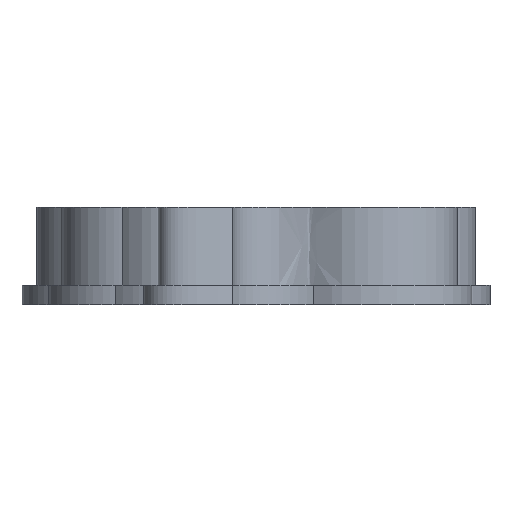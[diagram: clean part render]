
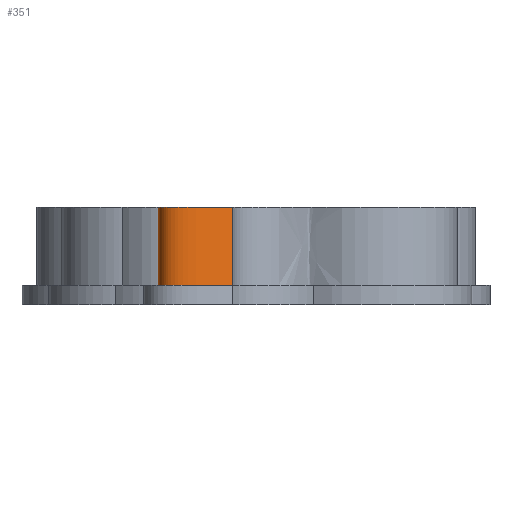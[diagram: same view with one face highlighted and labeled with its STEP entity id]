
A CAD part, left-side view. The second image highlights one B-rep face of the part: STEP entity #351.
In plain terms, the highlighted free-form (B-spline) face has degree [3, 1] with [22, 2] control points.
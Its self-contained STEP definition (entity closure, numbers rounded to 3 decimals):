
#39=FACE_OUTER_BOUND('',#60,.T.);
#60=EDGE_LOOP('',(#278,#279,#280,#281));
#81=LINE('',#1525,#98);
#82=LINE('',#1549,#99);
#98=VECTOR('',#395,10.);
#99=VECTOR('',#396,10.);
#128=B_SPLINE_CURVE_WITH_KNOTS('',3,(#1392,#1393,#1394,#1395,#1396,#1397,
#1398,#1399,#1400,#1401,#1402,#1403,#1404,#1405,#1406,#1407,#1408,#1409,
#1410,#1411,#1412,#1413),.UNSPECIFIED.,.F.,.F.,(4,3,3,3,3,3,3,4),(-1.385,
-1.312,-1.001,-0.826,-0.659,
-0.331,-0.111,0.),.UNSPECIFIED.);
#131=B_SPLINE_CURVE_WITH_KNOTS('',3,(#1527,#1528,#1529,#1530,#1531,#1532,
#1533,#1534,#1535,#1536,#1537,#1538,#1539,#1540,#1541,#1542,#1543,#1544,
#1545,#1546,#1547,#1548),.UNSPECIFIED.,.F.,.F.,(4,3,3,3,3,3,3,4),(0.279,
0.282,0.296,0.304,0.312,
0.326,0.336,0.341),.UNSPECIFIED.);
#160=VERTEX_POINT('',#1338);
#161=VERTEX_POINT('',#1391);
#163=VERTEX_POINT('',#1524);
#164=VERTEX_POINT('',#1526);
#204=EDGE_CURVE('',#161,#160,#128,.T.);
#207=EDGE_CURVE('',#160,#163,#81,.T.);
#208=EDGE_CURVE('',#164,#163,#131,.T.);
#209=EDGE_CURVE('',#161,#164,#82,.T.);
#278=ORIENTED_EDGE('',*,*,#204,.T.);
#279=ORIENTED_EDGE('',*,*,#207,.T.);
#280=ORIENTED_EDGE('',*,*,#208,.F.);
#281=ORIENTED_EDGE('',*,*,#209,.F.);
#334=B_SPLINE_SURFACE_WITH_KNOTS('',3,1,((#1480,#1481),(#1482,#1483),(#1484,
#1485),(#1486,#1487),(#1488,#1489),(#1490,#1491),(#1492,#1493),(#1494,#1495),
(#1496,#1497),(#1498,#1499),(#1500,#1501),(#1502,#1503),(#1504,#1505),(#1506,
#1507),(#1508,#1509),(#1510,#1511),(#1512,#1513),(#1514,#1515),(#1516,#1517),
(#1518,#1519),(#1520,#1521),(#1522,#1523)),.UNSPECIFIED.,.F.,.F.,.F.,(4,
3,3,3,3,3,3,4),(2,2),(0.279,0.282,0.296,
0.304,0.312,0.326,0.336,
0.341),(0.,2.),.UNSPECIFIED.);
#351=ADVANCED_FACE('',(#39),#334,.T.);
#395=DIRECTION('',(0.,0.,1.));
#396=DIRECTION('',(0.,0.,1.));
#1338=CARTESIAN_POINT('',(-63.13,6.38,9.));
#1391=CARTESIAN_POINT('',(-56.543,21.03,9.));
#1392=CARTESIAN_POINT('Ctrl Pts',(-56.543,21.03,9.));
#1393=CARTESIAN_POINT('Ctrl Pts',(-56.693,21.042,9.));
#1394=CARTESIAN_POINT('Ctrl Pts',(-56.904,21.072,9.));
#1395=CARTESIAN_POINT('Ctrl Pts',(-57.158,21.116,9.));
#1396=CARTESIAN_POINT('Ctrl Pts',(-58.244,21.303,9.));
#1397=CARTESIAN_POINT('Ctrl Pts',(-60.128,21.773,9.));
#1398=CARTESIAN_POINT('Ctrl Pts',(-61.964,21.616,9.));
#1399=CARTESIAN_POINT('Ctrl Pts',(-63.,21.527,9.));
#1400=CARTESIAN_POINT('Ctrl Pts',(-64.054,21.212,9.));
#1401=CARTESIAN_POINT('Ctrl Pts',(-64.851,20.491,9.));
#1402=CARTESIAN_POINT('Ctrl Pts',(-65.61,19.805,9.));
#1403=CARTESIAN_POINT('Ctrl Pts',(-66.054,18.793,9.));
#1404=CARTESIAN_POINT('Ctrl Pts',(-66.192,17.691,9.));
#1405=CARTESIAN_POINT('Ctrl Pts',(-66.464,15.527,9.));
#1406=CARTESIAN_POINT('Ctrl Pts',(-65.716,12.881,9.));
#1407=CARTESIAN_POINT('Ctrl Pts',(-64.905,10.691,9.));
#1408=CARTESIAN_POINT('Ctrl Pts',(-64.361,9.223,9.));
#1409=CARTESIAN_POINT('Ctrl Pts',(-63.797,7.989,9.));
#1410=CARTESIAN_POINT('Ctrl Pts',(-63.458,7.206,9.));
#1411=CARTESIAN_POINT('Ctrl Pts',(-63.288,6.812,9.));
#1412=CARTESIAN_POINT('Ctrl Pts',(-63.173,6.523,9.));
#1413=CARTESIAN_POINT('Ctrl Pts',(-63.13,6.38,9.));
#1480=CARTESIAN_POINT('Ctrl Pts',(-56.543,21.03,5.));
#1481=CARTESIAN_POINT('Ctrl Pts',(-56.543,21.03,25.));
#1482=CARTESIAN_POINT('Ctrl Pts',(-56.693,21.042,5.));
#1483=CARTESIAN_POINT('Ctrl Pts',(-56.693,21.042,25.));
#1484=CARTESIAN_POINT('Ctrl Pts',(-56.904,21.072,5.));
#1485=CARTESIAN_POINT('Ctrl Pts',(-56.904,21.072,25.));
#1486=CARTESIAN_POINT('Ctrl Pts',(-57.158,21.116,5.));
#1487=CARTESIAN_POINT('Ctrl Pts',(-57.158,21.116,25.));
#1488=CARTESIAN_POINT('Ctrl Pts',(-58.244,21.303,5.));
#1489=CARTESIAN_POINT('Ctrl Pts',(-58.244,21.303,25.));
#1490=CARTESIAN_POINT('Ctrl Pts',(-60.128,21.773,5.));
#1491=CARTESIAN_POINT('Ctrl Pts',(-60.128,21.773,25.));
#1492=CARTESIAN_POINT('Ctrl Pts',(-61.964,21.616,5.));
#1493=CARTESIAN_POINT('Ctrl Pts',(-61.964,21.616,25.));
#1494=CARTESIAN_POINT('Ctrl Pts',(-63.,21.527,5.));
#1495=CARTESIAN_POINT('Ctrl Pts',(-63.,21.527,25.));
#1496=CARTESIAN_POINT('Ctrl Pts',(-64.054,21.212,5.));
#1497=CARTESIAN_POINT('Ctrl Pts',(-64.054,21.212,25.));
#1498=CARTESIAN_POINT('Ctrl Pts',(-64.851,20.491,5.));
#1499=CARTESIAN_POINT('Ctrl Pts',(-64.851,20.491,25.));
#1500=CARTESIAN_POINT('Ctrl Pts',(-65.61,19.805,5.));
#1501=CARTESIAN_POINT('Ctrl Pts',(-65.61,19.805,25.));
#1502=CARTESIAN_POINT('Ctrl Pts',(-66.054,18.793,5.));
#1503=CARTESIAN_POINT('Ctrl Pts',(-66.054,18.793,25.));
#1504=CARTESIAN_POINT('Ctrl Pts',(-66.192,17.691,5.));
#1505=CARTESIAN_POINT('Ctrl Pts',(-66.192,17.691,25.));
#1506=CARTESIAN_POINT('Ctrl Pts',(-66.464,15.527,5.));
#1507=CARTESIAN_POINT('Ctrl Pts',(-66.464,15.527,25.));
#1508=CARTESIAN_POINT('Ctrl Pts',(-65.716,12.881,5.));
#1509=CARTESIAN_POINT('Ctrl Pts',(-65.716,12.881,25.));
#1510=CARTESIAN_POINT('Ctrl Pts',(-64.905,10.691,5.));
#1511=CARTESIAN_POINT('Ctrl Pts',(-64.905,10.691,25.));
#1512=CARTESIAN_POINT('Ctrl Pts',(-64.361,9.223,5.));
#1513=CARTESIAN_POINT('Ctrl Pts',(-64.361,9.223,25.));
#1514=CARTESIAN_POINT('Ctrl Pts',(-63.797,7.989,5.));
#1515=CARTESIAN_POINT('Ctrl Pts',(-63.797,7.989,25.));
#1516=CARTESIAN_POINT('Ctrl Pts',(-63.458,7.206,5.));
#1517=CARTESIAN_POINT('Ctrl Pts',(-63.458,7.206,25.));
#1518=CARTESIAN_POINT('Ctrl Pts',(-63.288,6.812,5.));
#1519=CARTESIAN_POINT('Ctrl Pts',(-63.288,6.812,25.));
#1520=CARTESIAN_POINT('Ctrl Pts',(-63.173,6.523,5.));
#1521=CARTESIAN_POINT('Ctrl Pts',(-63.173,6.523,25.));
#1522=CARTESIAN_POINT('Ctrl Pts',(-63.13,6.38,5.));
#1523=CARTESIAN_POINT('Ctrl Pts',(-63.13,6.38,25.));
#1524=CARTESIAN_POINT('',(-63.13,6.38,25.));
#1525=CARTESIAN_POINT('',(-63.13,6.38,5.));
#1526=CARTESIAN_POINT('',(-56.543,21.03,25.));
#1527=CARTESIAN_POINT('Ctrl Pts',(-56.543,21.03,25.));
#1528=CARTESIAN_POINT('Ctrl Pts',(-56.693,21.042,25.));
#1529=CARTESIAN_POINT('Ctrl Pts',(-56.904,21.072,25.));
#1530=CARTESIAN_POINT('Ctrl Pts',(-57.158,21.116,25.));
#1531=CARTESIAN_POINT('Ctrl Pts',(-58.244,21.303,25.));
#1532=CARTESIAN_POINT('Ctrl Pts',(-60.128,21.773,25.));
#1533=CARTESIAN_POINT('Ctrl Pts',(-61.964,21.616,25.));
#1534=CARTESIAN_POINT('Ctrl Pts',(-63.,21.527,25.));
#1535=CARTESIAN_POINT('Ctrl Pts',(-64.054,21.212,25.));
#1536=CARTESIAN_POINT('Ctrl Pts',(-64.851,20.491,25.));
#1537=CARTESIAN_POINT('Ctrl Pts',(-65.61,19.805,25.));
#1538=CARTESIAN_POINT('Ctrl Pts',(-66.054,18.793,25.));
#1539=CARTESIAN_POINT('Ctrl Pts',(-66.192,17.691,25.));
#1540=CARTESIAN_POINT('Ctrl Pts',(-66.464,15.527,25.));
#1541=CARTESIAN_POINT('Ctrl Pts',(-65.716,12.881,25.));
#1542=CARTESIAN_POINT('Ctrl Pts',(-64.905,10.691,25.));
#1543=CARTESIAN_POINT('Ctrl Pts',(-64.361,9.223,25.));
#1544=CARTESIAN_POINT('Ctrl Pts',(-63.797,7.989,25.));
#1545=CARTESIAN_POINT('Ctrl Pts',(-63.458,7.206,25.));
#1546=CARTESIAN_POINT('Ctrl Pts',(-63.288,6.812,25.));
#1547=CARTESIAN_POINT('Ctrl Pts',(-63.173,6.523,25.));
#1548=CARTESIAN_POINT('Ctrl Pts',(-63.13,6.38,25.));
#1549=CARTESIAN_POINT('',(-56.543,21.03,5.));
